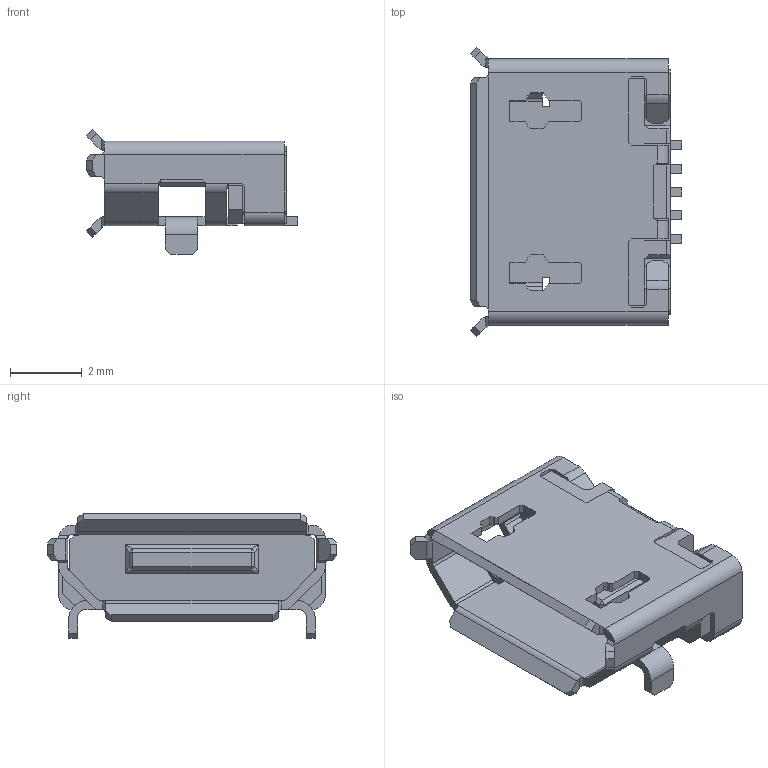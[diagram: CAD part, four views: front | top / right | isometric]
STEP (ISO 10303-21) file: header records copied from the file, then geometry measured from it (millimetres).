
FILE_DESCRIPTION(('FreeCAD Model'),'2;1');
FILE_NAME('Conn_USB-micro-2.0_socket_right-angle.step','2017-03-08T15:37:39',( 'kicad StepUp'),('ksu MCAD'),'Open CASCADE STEP processor 7.0', 'FreeCAD','Unknown');
FILE_SCHEMA(('AUTOMOTIVE_DESIGN_CC2 { 1 2 10303 214 -1 1 5 4 }'));
Length unit declared in the file: millimetre
Products named in the file (2): ASSEMBLY; Conn_USB-micro-2.0_socket_right-angle
Assembly tree (1 placements, depth 2):
  ASSEMBLY
    Conn_USB-micro-2.0_socket_right-angle
Bounding box: 5.88 x 8.05 x 3.47 mm (x, y, z)
Volume: 43.1 mm3; surface area: 257.3 mm2
Topology: 1 solids, 1 shells, 353 faces, 1037 edges, 676 vertices
Faces by surface type: plane 311, cylinder 42
Entity records: 14055 total; most frequent: ORIENTED_EDGE 2074, CARTESIAN_POINT 2068, DIRECTION 1845, EDGE_CURVE 1037, LINE 939, VECTOR 939, VERTEX_POINT 676, AXIS2_PLACEMENT_3D 453
